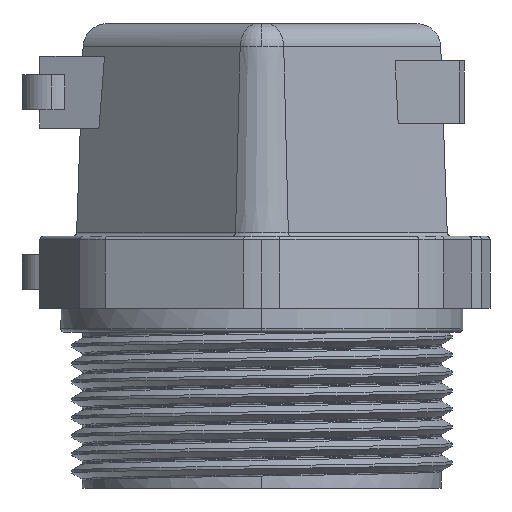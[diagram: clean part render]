
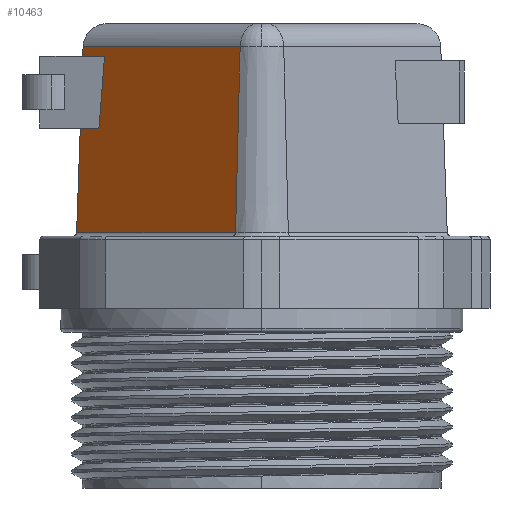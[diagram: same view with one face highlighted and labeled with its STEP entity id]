
A CAD part, left-side view. The second image highlights one B-rep face of the part: STEP entity #10463.
In plain terms, the highlighted planar face has unit normal (-0.707, 0.707, 0.035).
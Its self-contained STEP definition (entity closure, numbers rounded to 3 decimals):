
#62 = FACE_OUTER_BOUND ( 'NONE', #14463, .T. ) ;
#230 = LINE ( 'NONE', #447, #6141 ) ;
#447 = CARTESIAN_POINT ( 'NONE',  ( -3.531, 12.919, 23.497 ) ) ;
#733 = DIRECTION ( 'NONE',  ( -0.014, 0.035, -0.999 ) ) ;
#1134 = ORIENTED_EDGE ( 'NONE', *, *, #4965, .T. ) ;
#1220 = CARTESIAN_POINT ( 'NONE',  ( -1.65, 14.923, 21. ) ) ;
#1294 = VECTOR ( 'NONE', #733, 1000. ) ;
#1417 = LINE ( 'NONE', #6207, #1294 ) ;
#1593 = VECTOR ( 'NONE', #11893, 1000. ) ;
#1666 = CARTESIAN_POINT ( 'NONE',  ( -3.291, 13.579, 15. ) ) ;
#1685 = VERTEX_POINT ( 'NONE', #9563 ) ;
#1735 = CARTESIAN_POINT ( 'NONE',  ( -15.102, 2.198, 6.29 ) ) ;
#1783 = LINE ( 'NONE', #6169, #1593 ) ;
#1820 = VECTOR ( 'NONE', #12901, 1000. ) ;
#1940 = LINE ( 'NONE', #7136, #1820 ) ;
#2645 = DIRECTION ( 'NONE',  ( -0.707, -0.707, 0. ) ) ;
#2996 = DIRECTION ( 'NONE',  ( 0.025, -0.025, 0.999 ) ) ;
#3088 = DIRECTION ( 'NONE',  ( -0.707, -0.707, 0. ) ) ;
#3238 = VECTOR ( 'NONE', #3088, 1000. ) ;
#3269 = LINE ( 'NONE', #9853, #3238 ) ;
#3613 = VECTOR ( 'NONE', #5224, 1000. ) ;
#3625 = LINE ( 'NONE', #7439, #3613 ) ;
#3746 = DIRECTION ( 'NONE',  ( -0.707, -0.707, 0. ) ) ;
#3772 = VECTOR ( 'NONE', #2996, 1000. ) ;
#3809 = LINE ( 'NONE', #9747, #3772 ) ;
#3981 = VERTEX_POINT ( 'NONE', #6574 ) ;
#4566 = VERTEX_POINT ( 'NONE', #10587 ) ;
#4821 = EDGE_CURVE ( 'NONE', #7207, #13368, #1940, .T. ) ;
#4908 = VERTEX_POINT ( 'NONE', #1735 ) ;
#4965 = EDGE_CURVE ( 'NONE', #1685, #13719, #1417, .T. ) ;
#5224 = DIRECTION ( 'NONE',  ( 0.707, 0.707, 0. ) ) ;
#6002 = VERTEX_POINT ( 'NONE', #1666 ) ;
#6141 = VECTOR ( 'NONE', #12806, 1000. ) ;
#6169 = CARTESIAN_POINT ( 'NONE',  ( -2.041, 15.259, 6.29 ) ) ;
#6207 = CARTESIAN_POINT ( 'NONE',  ( -1.611, 14.829, 23.7 ) ) ;
#6271 = ORIENTED_EDGE ( 'NONE', *, *, #8138, .T. ) ;
#6574 = CARTESIAN_POINT ( 'NONE',  ( -3.461, 13.113, 21. ) ) ;
#7065 = PLANE ( 'NONE',  #9820 ) ;
#7136 = CARTESIAN_POINT ( 'NONE',  ( -1.611, 14.829, 23.7 ) ) ;
#7207 = VERTEX_POINT ( 'NONE', #7308 ) ;
#7308 = CARTESIAN_POINT ( 'NONE',  ( -1.639, 14.896, 21.77 ) ) ;
#7439 = CARTESIAN_POINT ( 'NONE',  ( -1.659, 14.877, 21.77 ) ) ;
#8032 = EDGE_CURVE ( 'NONE', #4908, #4566, #3809, .T. ) ;
#8064 = EDGE_CURVE ( 'NONE', #4566, #7207, #3625, .T. ) ;
#8138 = EDGE_CURVE ( 'NONE', #13368, #3981, #3269, .T. ) ;
#9017 = LINE ( 'NONE', #10558, #13776 ) ;
#9086 = EDGE_CURVE ( 'NONE', #13719, #4908, #1783, .T. ) ;
#9179 = CARTESIAN_POINT ( 'NONE',  ( -1.863, 15.437, 6.29 ) ) ;
#9191 = ORIENTED_EDGE ( 'NONE', *, *, #8032, .T. ) ;
#9359 = DIRECTION ( 'NONE',  ( -0.707, 0.707, 0.035 ) ) ;
#9563 = CARTESIAN_POINT ( 'NONE',  ( -1.737, 15.133, 15. ) ) ;
#9620 = ORIENTED_EDGE ( 'NONE', *, *, #13936, .F. ) ;
#9747 = CARTESIAN_POINT ( 'NONE',  ( -14.672, 1.768, 23.7 ) ) ;
#9820 = AXIS2_PLACEMENT_3D ( 'NONE', #12794, #9359, #2645 ) ;
#9853 = CARTESIAN_POINT ( 'NONE',  ( -1.678, 14.896, 21. ) ) ;
#10463 = ADVANCED_FACE ( 'NONE', ( #62 ), #7065, .T. ) ;
#10558 = CARTESIAN_POINT ( 'NONE',  ( -1.826, 15.044, 15. ) ) ;
#10587 = CARTESIAN_POINT ( 'NONE',  ( -14.72, 1.815, 21.77 ) ) ;
#11128 = ORIENTED_EDGE ( 'NONE', *, *, #4821, .T. ) ;
#11893 = DIRECTION ( 'NONE',  ( -0.707, -0.707, 0. ) ) ;
#12794 = CARTESIAN_POINT ( 'NONE',  ( -1.611, 14.829, 23.7 ) ) ;
#12806 = DIRECTION ( 'NONE',  ( -0.028, -0.077, 0.997 ) ) ;
#12901 = DIRECTION ( 'NONE',  ( -0.014, 0.035, -0.999 ) ) ;
#13045 = ORIENTED_EDGE ( 'NONE', *, *, #8064, .T. ) ;
#13368 = VERTEX_POINT ( 'NONE', #1220 ) ;
#13399 = ORIENTED_EDGE ( 'NONE', *, *, #13961, .F. ) ;
#13719 = VERTEX_POINT ( 'NONE', #9179 ) ;
#13776 = VECTOR ( 'NONE', #3746, 1000. ) ;
#13936 = EDGE_CURVE ( 'NONE', #6002, #3981, #230, .T. ) ;
#13961 = EDGE_CURVE ( 'NONE', #1685, #6002, #9017, .T. ) ;
#14143 = ORIENTED_EDGE ( 'NONE', *, *, #9086, .T. ) ;
#14463 = EDGE_LOOP ( 'NONE', ( #1134, #14143, #9191, #13045, #11128, #6271, #9620, #13399 ) ) ;
